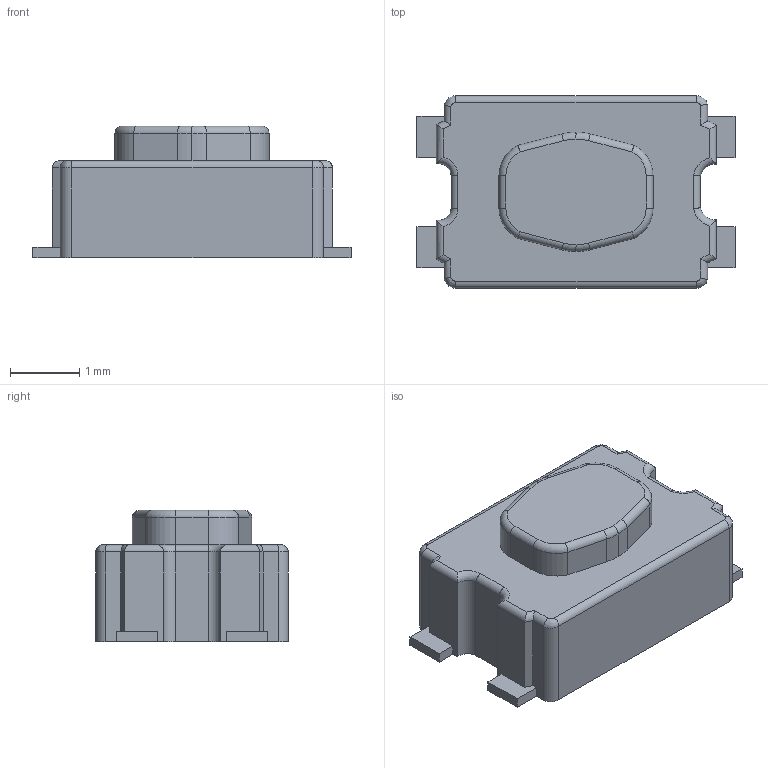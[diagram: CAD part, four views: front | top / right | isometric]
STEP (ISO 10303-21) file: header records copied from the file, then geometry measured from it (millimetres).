
FILE_DESCRIPTION(/* description */ (''),/* implementation_level */ '2;1');
FILE_NAME(/* name */ 'KMR621NG LFS.step',/* time_stamp */ '2018-08-03T10:51:30+02:00',/* author */ (''),/* organization */ (''),/* preprocessor_version */ 'ST-DEVELOPER v17',/* originating_system */ 'Autodesk Translation Framework v7.1.0.215',/* authorisation */ '');
FILE_SCHEMA (('AUTOMOTIVE_DESIGN { 1 0 10303 214 3 1 1 }'));
Length unit declared in the file: millimetre
Products named in the file (1): (Unsaved)
Bounding box: 4.6 x 2.78 x 1.9 mm (x, y, z)
Volume: 16.7 mm3; surface area: 73.5 mm2
Topology: 7 solids, 7 shells, 114 faces, 286 edges, 186 vertices
Faces by surface type: plane 60, cylinder 38, torus 12, bspline 4
Entity records: 3623 total; most frequent: CARTESIAN_POINT 827, ORIENTED_EDGE 572, DIRECTION 566, EDGE_CURVE 286, LINE 192, VECTOR 192, AXIS2_PLACEMENT_3D 187, VERTEX_POINT 186
